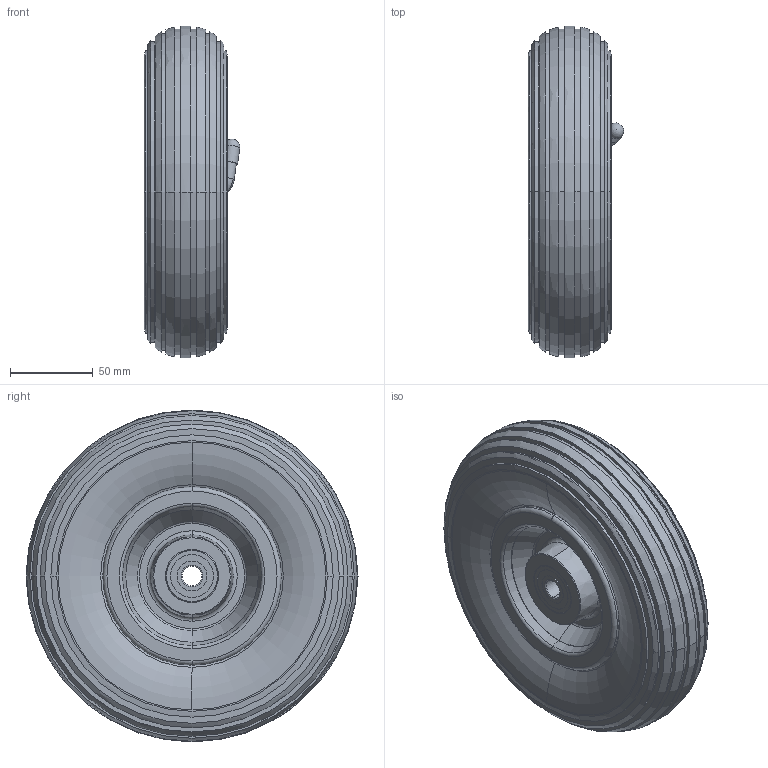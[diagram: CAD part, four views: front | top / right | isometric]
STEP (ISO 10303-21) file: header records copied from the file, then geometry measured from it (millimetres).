
FILE_DESCRIPTION (( 'STEP AP214' ), '1' );
FILE_NAME ('0017284.step', '2020-03-17T11:30:25', ( '' ), ( '' ), 'SwSTEP 2.0', 'SolidWorks 2018', '' );
FILE_SCHEMA (( 'AUTOMOTIVE_DESIGN' ));
Length unit declared in the file: millimetre
Products named in the file (1): 0017284
Bounding box: 57.53 x 200 x 199.97 mm (x, y, z)
Volume: 323613.1 mm3; surface area: 215936.5 mm2
Topology: 10 solids, 10 shells, 236 faces, 489 edges, 298 vertices
Faces by surface type: torus 79, cylinder 74, plane 46, bspline 24, cone 12, sphere 1
Entity records: 9587 total; most frequent: CARTESIAN_POINT 1687, DIRECTION 1248, ORIENTED_EDGE 972, AXIS2_PLACEMENT_3D 581, EDGE_CURVE 486, CIRCLE 368, VERTEX_POINT 296, EDGE_LOOP 282
